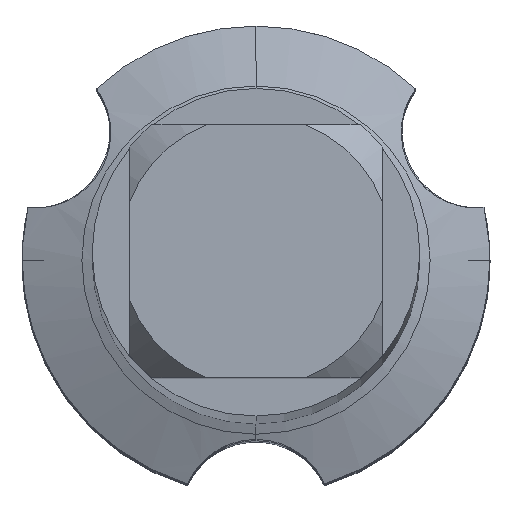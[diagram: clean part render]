
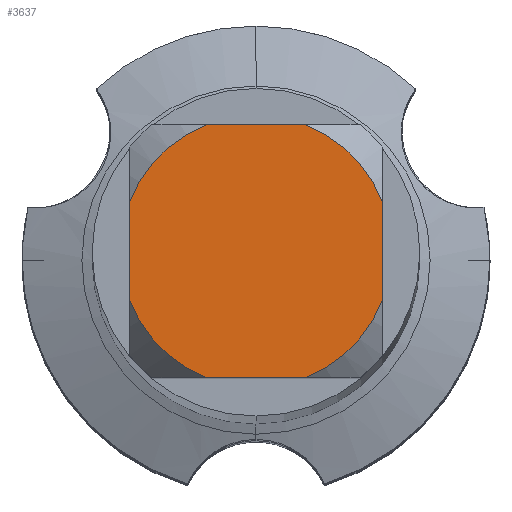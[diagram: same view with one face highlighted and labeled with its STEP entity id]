
A CAD part, top view. The second image highlights one B-rep face of the part: STEP entity #3637.
In plain terms, the highlighted planar face has unit normal (0, 0, 1).
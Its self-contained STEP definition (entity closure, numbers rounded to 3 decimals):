
#2643=EDGE_CURVE('',#6339,#2885,#7544,.T.);
#2885=VERTEX_POINT('',#7814);
#3433=VERTEX_POINT('',#8408);
#3435=VERTEX_POINT('',#8410);
#3475=EDGE_CURVE('',#6339,#5363,#8454,.T.);
#3629=EDGE_CURVE('',#3435,#5363,#8622,.T.);
#3637=ADVANCED_FACE('',(#8630),#8631,.T.);
#3705=EDGE_CURVE('',#3435,#5219,#8709,.T.);
#3801=EDGE_CURVE('',#4565,#3433,#8817,.T.);
#3827=VERTEX_POINT('',#8844);
#4565=VERTEX_POINT('',#9650);
#5219=VERTEX_POINT('',#10350);
#5363=VERTEX_POINT('',#10504);
#5395=EDGE_CURVE('',#3827,#3433,#10537,.T.);
#5397=EDGE_CURVE('',#4565,#5219,#10539,.T.);
#6339=VERTEX_POINT('',#11572);
#6659=EDGE_CURVE('',#3827,#2885,#11915,.T.);
#7544=CIRCLE('',#13088,1.45);
#7814=CARTESIAN_POINT('',(-0.529,1.35,0.0));
#8408=CARTESIAN_POINT('',(1.35,0.529,0.0));
#8410=CARTESIAN_POINT('',(-0.529,-1.35,0.0));
#8454=LINE('',#14610,#14611);
#8622=CIRCLE('',#14907,1.45);
#8630=FACE_OUTER_BOUND('',#14917,.T.);
#8631=PLANE('',#14918);
#8709=LINE('',#15033,#15034);
#8817=LINE('',#15224,#15225);
#8844=CARTESIAN_POINT('',(0.529,1.35,0.0));
#9650=CARTESIAN_POINT('',(1.35,-0.529,0.0));
#10350=CARTESIAN_POINT('',(0.529,-1.35,0.0));
#10504=CARTESIAN_POINT('',(-1.35,-0.529,0.0));
#10537=CIRCLE('',#18232,1.45);
#10539=CIRCLE('',#18235,1.45);
#11572=CARTESIAN_POINT('',(-1.35,0.529,0.0));
#11915=LINE('',#20669,#20670);
#13088=AXIS2_PLACEMENT_3D('',#22163,#22164,#22165);
#14610=CARTESIAN_POINT('',(-1.35,0.363,0.0));
#14611=VECTOR('',#23328,1.0);
#14907=AXIS2_PLACEMENT_3D('',#23663,#23664,#23665);
#14917=EDGE_LOOP('',(#23673,#23674,#23675,#23676,#23677,#23678,#23679,#23680));
#14918=AXIS2_PLACEMENT_3D('',#23681,#23682,#23683);
#15033=CARTESIAN_POINT('',(0.0,-1.35,0.0));
#15034=VECTOR('',#23787,1.0);
#15224=CARTESIAN_POINT('',(1.35,0.363,0.0));
#15225=VECTOR('',#23921,1.0);
#18232=AXIS2_PLACEMENT_3D('',#25733,#25734,#25735);
#18235=AXIS2_PLACEMENT_3D('',#25736,#25737,#25738);
#20669=CARTESIAN_POINT('',(0.0,1.35,0.0));
#20670=VECTOR('',#27222,1.0);
#22163=CARTESIAN_POINT('',(0.0,0.0,0.0));
#22164=DIRECTION('',(0.0,0.0,-1.0));
#22165=DIRECTION('',(0.0,1.0,0.0));
#23328=DIRECTION('',(-0.0,-1.0,0.0));
#23663=CARTESIAN_POINT('',(0.0,0.0,0.0));
#23664=DIRECTION('',(0.0,0.0,-1.0));
#23665=DIRECTION('',(0.0,1.0,0.0));
#23673=ORIENTED_EDGE('',*,*,#3475,.T.);
#23674=ORIENTED_EDGE('',*,*,#3629,.F.);
#23675=ORIENTED_EDGE('',*,*,#3705,.T.);
#23676=ORIENTED_EDGE('',*,*,#5397,.F.);
#23677=ORIENTED_EDGE('',*,*,#3801,.T.);
#23678=ORIENTED_EDGE('',*,*,#5395,.F.);
#23679=ORIENTED_EDGE('',*,*,#6659,.T.);
#23680=ORIENTED_EDGE('',*,*,#2643,.F.);
#23681=CARTESIAN_POINT('',(0.0,0.725,0.0));
#23682=DIRECTION('',(-0.0,0.0,1.0));
#23683=DIRECTION('',(0.0,-1.0,0.0));
#23787=DIRECTION('',(1.0,0.0,0.0));
#23921=DIRECTION('',(-0.0,1.0,0.0));
#25733=CARTESIAN_POINT('',(0.0,0.0,0.0));
#25734=DIRECTION('',(0.0,0.0,-1.0));
#25735=DIRECTION('',(0.0,1.0,0.0));
#25736=CARTESIAN_POINT('',(0.0,0.0,0.0));
#25737=DIRECTION('',(0.0,0.0,-1.0));
#25738=DIRECTION('',(0.0,1.0,0.0));
#27222=DIRECTION('',(-1.0,0.0,0.0));
